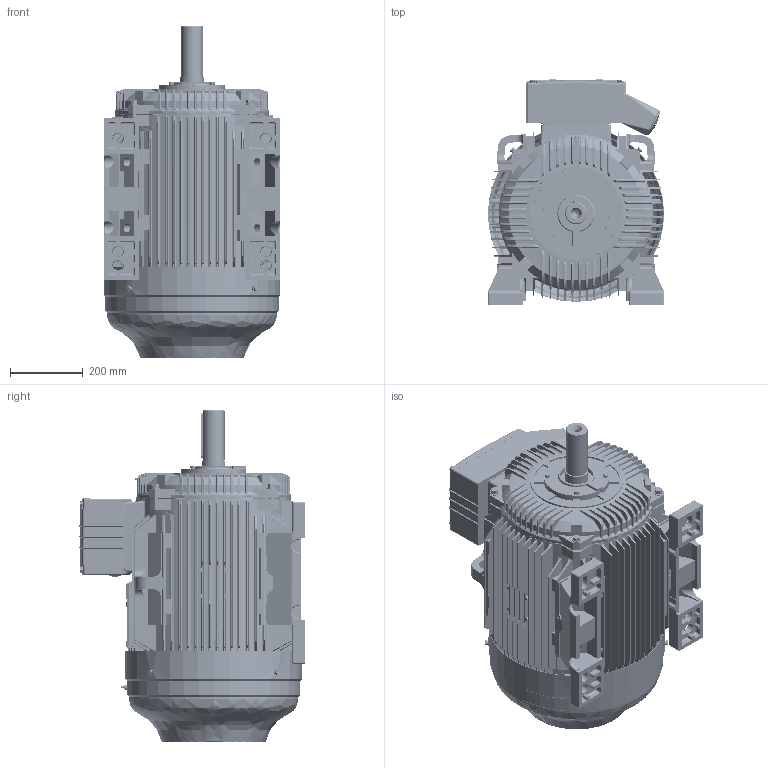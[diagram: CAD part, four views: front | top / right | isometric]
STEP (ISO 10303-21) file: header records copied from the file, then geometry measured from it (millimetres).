
FILE_DESCRIPTION (( 'STEP AP203' ), '1' );
FILE_NAME ('WE250M-2-B3AA.STEP', '2017-06-27T08:11:05', ( 'Sky123.Org' ), ( 'Sky123.Org' ), 'SwSTEP 2.0', 'SolidWorks 2012', '' );
FILE_SCHEMA (( 'CONFIG_CONTROL_DESIGN' ));
Products named in the file (1): WE250M-2-B3AA
Bounding box: 484 x 618.75 x 911 mm (x, y, z)
Volume: 95974491.7 mm3; surface area: 5350800.5 mm2
Topology: 76 solids, 80 shells, 8695 faces, 25450 edges, 17018 vertices
Faces by surface type: cylinder 3984, plane 3496, cone 638, bspline 355, torus 206, sphere 16
Entity records: 382485 total; most frequent: CARTESIAN_POINT 161580, ORIENTED_EDGE 50794, DIRECTION 39646, EDGE_CURVE 25397, VERTEX_POINT 17014, AXIS2_PLACEMENT_3D 13935, LINE 11776, VECTOR 11776
